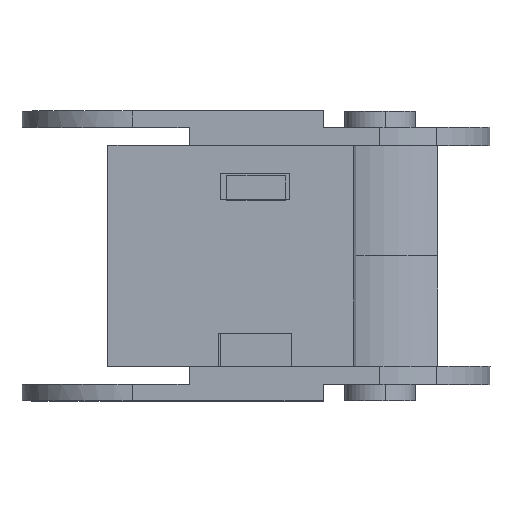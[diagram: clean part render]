
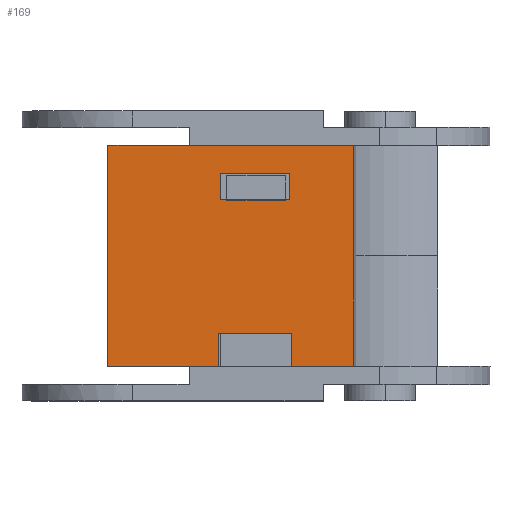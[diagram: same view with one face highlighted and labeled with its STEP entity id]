
A CAD part, top view. The second image highlights one B-rep face of the part: STEP entity #169.
In plain terms, the highlighted planar face has unit normal (0, 0, 1).
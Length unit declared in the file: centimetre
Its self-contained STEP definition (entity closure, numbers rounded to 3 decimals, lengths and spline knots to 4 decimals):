
#70=FACE_BOUND('',#445,.T.);
#169=ADVANCED_FACE('',(#300,#70),#2152,.T.);
#300=FACE_OUTER_BOUND('',#444,.T.);
#444=EDGE_LOOP('',(#950,#951,#952,#953,#954,#955,#956,#957));
#445=EDGE_LOOP('',(#958,#959,#960,#961));
#950=ORIENTED_EDGE('',*,*,#1404,.F.);
#951=ORIENTED_EDGE('',*,*,#1403,.F.);
#952=ORIENTED_EDGE('',*,*,#1415,.F.);
#953=ORIENTED_EDGE('',*,*,#1412,.F.);
#954=ORIENTED_EDGE('',*,*,#1407,.F.);
#955=ORIENTED_EDGE('',*,*,#1421,.T.);
#956=ORIENTED_EDGE('',*,*,#1375,.F.);
#957=ORIENTED_EDGE('',*,*,#1420,.F.);
#958=ORIENTED_EDGE('',*,*,#1390,.T.);
#959=ORIENTED_EDGE('',*,*,#1382,.T.);
#960=ORIENTED_EDGE('',*,*,#1384,.T.);
#961=ORIENTED_EDGE('',*,*,#1386,.T.);
#1375=EDGE_CURVE('',#1984,#1999,#1734,.T.);
#1382=EDGE_CURVE('',#2003,#2002,#1740,.T.);
#1384=EDGE_CURVE('',#2002,#2004,#1742,.T.);
#1386=EDGE_CURVE('',#2004,#2005,#1744,.T.);
#1390=EDGE_CURVE('',#2005,#2003,#1748,.T.);
#1403=EDGE_CURVE('',#2019,#2016,#1760,.T.);
#1404=EDGE_CURVE('',#2016,#2011,#1761,.T.);
#1407=EDGE_CURVE('',#2015,#2021,#1763,.T.);
#1412=EDGE_CURVE('',#2021,#2023,#1767,.T.);
#1415=EDGE_CURVE('',#2023,#2019,#1770,.T.);
#1420=EDGE_CURVE('',#2011,#1984,#1775,.T.);
#1421=EDGE_CURVE('',#2015,#1999,#1776,.T.);
#1734=B_SPLINE_CURVE_WITH_KNOTS('',1,(#3450,#3451),.UNSPECIFIED.,.F.,.F.,
(2,2),(9.0936,10.0936),.UNSPECIFIED.);
#1740=B_SPLINE_CURVE_WITH_KNOTS('',1,(#3465,#3466),.UNSPECIFIED.,.F.,.F.,
(2,2),(-1.,0.),.UNSPECIFIED.);
#1742=B_SPLINE_CURVE_WITH_KNOTS('',1,(#3469,#3470),.UNSPECIFIED.,.F.,.F.,
(2,2),(-1.,0.),.UNSPECIFIED.);
#1744=B_SPLINE_CURVE_WITH_KNOTS('',1,(#3473,#3474),.UNSPECIFIED.,.F.,.F.,
(2,2),(0.,1.),.UNSPECIFIED.);
#1748=B_SPLINE_CURVE_WITH_KNOTS('',1,(#3481,#3482),.UNSPECIFIED.,.F.,.F.,
(2,2),(-1.,0.),.UNSPECIFIED.);
#1760=B_SPLINE_CURVE_WITH_KNOTS('',1,(#3508,#3509),.UNSPECIFIED.,.F.,.F.,
(2,2),(-1.,0.),.UNSPECIFIED.);
#1761=B_SPLINE_CURVE_WITH_KNOTS('',1,(#3510,#3511),.UNSPECIFIED.,.F.,.F.,
(2,2),(0.,1.),.UNSPECIFIED.);
#1763=B_SPLINE_CURVE_WITH_KNOTS('',1,(#3517,#3518),.UNSPECIFIED.,.F.,.F.,
(2,2),(0.,1.),.UNSPECIFIED.);
#1767=B_SPLINE_CURVE_WITH_KNOTS('',1,(#3528,#3529),.UNSPECIFIED.,.F.,.F.,
(2,2),(-1.,0.),.UNSPECIFIED.);
#1770=B_SPLINE_CURVE_WITH_KNOTS('',1,(#3534,#3535),.UNSPECIFIED.,.F.,.F.,
(2,2),(-1.,0.),.UNSPECIFIED.);
#1775=B_SPLINE_CURVE_WITH_KNOTS('',1,(#3548,#3549,#3550),.UNSPECIFIED.,
 .F.,.F.,(2,1,2),(0.,0.3333,0.6667),.UNSPECIFIED.);
#1776=B_SPLINE_CURVE_WITH_KNOTS('',1,(#3551,#3552,#3553),.UNSPECIFIED.,
 .F.,.F.,(2,1,2),(0.,0.3333,0.6667),.UNSPECIFIED.);
#1984=VERTEX_POINT('',#3384);
#1999=VERTEX_POINT('',#3399);
#2002=VERTEX_POINT('',#3402);
#2003=VERTEX_POINT('',#3403);
#2004=VERTEX_POINT('',#3404);
#2005=VERTEX_POINT('',#3405);
#2011=VERTEX_POINT('',#3411);
#2015=VERTEX_POINT('',#3415);
#2016=VERTEX_POINT('',#3416);
#2019=VERTEX_POINT('',#3419);
#2021=VERTEX_POINT('',#3421);
#2023=VERTEX_POINT('',#3423);
#2152=PLANE('',#2303);
#2303=AXIS2_PLACEMENT_3D('',#3380,#2401,$);
#2401=DIRECTION('',(0.,0.,1.));
#3380=CARTESIAN_POINT('',(2.0274,-4.9989,4.8231));
#3384=CARTESIAN_POINT('',(-3.5333,2.501,4.8241));
#3399=CARTESIAN_POINT('',(2.0274,2.501,4.8241));
#3402=CARTESIAN_POINT('',(-0.9955,1.8602,4.824));
#3403=CARTESIAN_POINT('',(-0.9955,1.2673,4.8239));
#3404=CARTESIAN_POINT('',(0.5801,1.8602,4.824));
#3405=CARTESIAN_POINT('',(0.5801,1.2673,4.8239));
#3411=CARTESIAN_POINT('',(-3.5333,-2.4989,4.8231));
#3415=CARTESIAN_POINT('',(2.0274,-2.4989,4.8231));
#3416=CARTESIAN_POINT('',(-1.0318,-2.4989,4.8231));
#3419=CARTESIAN_POINT('',(-1.0318,-1.7652,4.8232));
#3421=CARTESIAN_POINT('',(0.6164,-2.4989,4.8231));
#3423=CARTESIAN_POINT('',(0.6164,-1.7652,4.8232));
#3450=CARTESIAN_POINT('',(-3.5333,2.501,4.8241));
#3451=CARTESIAN_POINT('',(2.0274,2.501,4.8241));
#3465=CARTESIAN_POINT('',(-0.9955,1.2673,4.8239));
#3466=CARTESIAN_POINT('',(-0.9955,1.8602,4.824));
#3469=CARTESIAN_POINT('',(-0.9955,1.8602,4.824));
#3470=CARTESIAN_POINT('',(0.5801,1.8602,4.824));
#3473=CARTESIAN_POINT('',(0.5801,1.8602,4.824));
#3474=CARTESIAN_POINT('',(0.5801,1.2673,4.8239));
#3481=CARTESIAN_POINT('',(0.5801,1.2673,4.8239));
#3482=CARTESIAN_POINT('',(-0.9955,1.2673,4.8239));
#3508=CARTESIAN_POINT('',(-1.0318,-1.7652,4.8232));
#3509=CARTESIAN_POINT('',(-1.0318,-2.4989,4.8231));
#3510=CARTESIAN_POINT('',(-1.0318,-2.4989,4.8231));
#3511=CARTESIAN_POINT('',(-3.5333,-2.4989,4.8231));
#3517=CARTESIAN_POINT('',(2.0274,-2.4989,4.8231));
#3518=CARTESIAN_POINT('',(0.6164,-2.4989,4.8231));
#3528=CARTESIAN_POINT('',(0.6164,-2.4989,4.8231));
#3529=CARTESIAN_POINT('',(0.6164,-1.7652,4.8232));
#3534=CARTESIAN_POINT('',(0.6164,-1.7652,4.8232));
#3535=CARTESIAN_POINT('',(-1.0318,-1.7652,4.8232));
#3548=CARTESIAN_POINT('',(-3.5333,-2.4989,4.8231));
#3549=CARTESIAN_POINT('',(-3.5333,0.0011,4.8237));
#3550=CARTESIAN_POINT('',(-3.5333,2.501,4.8241));
#3551=CARTESIAN_POINT('',(2.0274,-2.4989,4.8231));
#3552=CARTESIAN_POINT('',(2.0274,0.0011,4.8237));
#3553=CARTESIAN_POINT('',(2.0274,2.501,4.8241));
